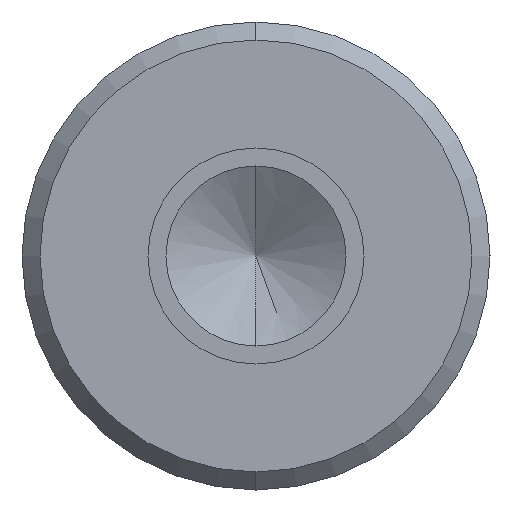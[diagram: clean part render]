
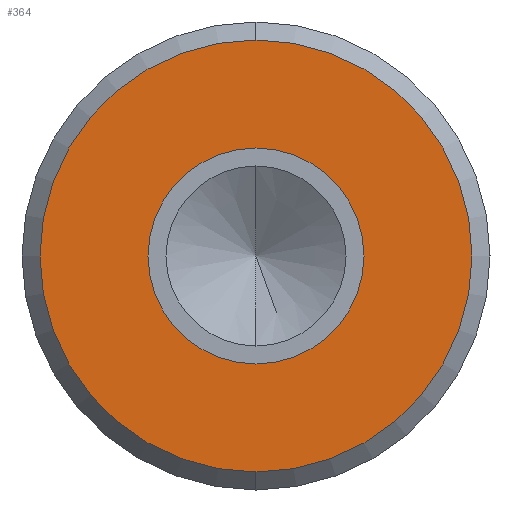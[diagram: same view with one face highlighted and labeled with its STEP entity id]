
A CAD part, left-side view. The second image highlights one B-rep face of the part: STEP entity #364.
In plain terms, the highlighted planar face has unit normal (-1, 0, 0).
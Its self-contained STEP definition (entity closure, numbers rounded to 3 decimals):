
#66 = VERTEX_POINT ( 'NONE', #802 ) ;
#68 = VERTEX_POINT ( 'NONE', #793 ) ;
#77 = VERTEX_POINT ( 'NONE', #919 ) ;
#83 = EDGE_CURVE ( 'NONE', #68, #66, #912, .T. ) ;
#155 = EDGE_CURVE ( 'NONE', #156, #77, #845, .T. ) ;
#156 = VERTEX_POINT ( 'NONE', #774 ) ;
#361 = ORIENTED_EDGE ( 'NONE', *, *, #362, .T. ) ;
#362 = EDGE_CURVE ( 'NONE', #77, #156, #486, .T. ) ;
#364 = ADVANCED_FACE ( 'NONE', ( #511, #509 ), #492, .F. ) ;
#366 = ORIENTED_EDGE ( 'NONE', *, *, #83, .F. ) ;
#367 = EDGE_LOOP ( 'NONE', ( #369, #366 ) ) ;
#369 = ORIENTED_EDGE ( 'NONE', *, *, #393, .F. ) ;
#389 = ORIENTED_EDGE ( 'NONE', *, *, #155, .T. ) ;
#393 = EDGE_CURVE ( 'NONE', #66, #68, #427, .T. ) ;
#395 = EDGE_LOOP ( 'NONE', ( #361, #389 ) ) ;
#413 = DIRECTION ( 'NONE',  ( 0., 0., 1. ) ) ;
#414 = DIRECTION ( 'NONE',  ( -1., 0., 0. ) ) ;
#415 = CARTESIAN_POINT ( 'NONE',  ( -60., 0., 0. ) ) ;
#426 = AXIS2_PLACEMENT_3D ( 'NONE', #415, #414, #413 ) ;
#427 = CIRCLE ( 'NONE', #426, 3. ) ;
#479 = DIRECTION ( 'NONE',  ( 0., 0., -1. ) ) ;
#480 = DIRECTION ( 'NONE',  ( 1., 0., 0. ) ) ;
#482 = DIRECTION ( 'NONE',  ( 0., 0., -1. ) ) ;
#483 = DIRECTION ( 'NONE',  ( -1., 0., 0. ) ) ;
#484 = CARTESIAN_POINT ( 'NONE',  ( -60., 0., 0. ) ) ;
#486 = CIRCLE ( 'NONE', #493, 6. ) ;
#487 = AXIS2_PLACEMENT_3D ( 'NONE', #558, #480, #479 ) ;
#492 = PLANE ( 'NONE',  #487 ) ;
#493 = AXIS2_PLACEMENT_3D ( 'NONE', #484, #483, #482 ) ;
#509 = FACE_BOUND ( 'NONE', #367, .T. ) ;
#511 = FACE_OUTER_BOUND ( 'NONE', #395, .T. ) ;
#558 = CARTESIAN_POINT ( 'NONE',  ( -60., 6.5, 0. ) ) ;
#771 = DIRECTION ( 'NONE',  ( 0., 0., -1. ) ) ;
#772 = DIRECTION ( 'NONE',  ( -1., 0., 0. ) ) ;
#773 = CARTESIAN_POINT ( 'NONE',  ( -60., 0., 0. ) ) ;
#774 = CARTESIAN_POINT ( 'NONE',  ( -60., 0., 6. ) ) ;
#781 = AXIS2_PLACEMENT_3D ( 'NONE', #773, #772, #771 ) ;
#793 = CARTESIAN_POINT ( 'NONE',  ( -60., 0., -3. ) ) ;
#802 = CARTESIAN_POINT ( 'NONE',  ( -60., 0., 3. ) ) ;
#812 = DIRECTION ( 'NONE',  ( 0., 0., 1. ) ) ;
#813 = DIRECTION ( 'NONE',  ( -1., 0., 0. ) ) ;
#814 = CARTESIAN_POINT ( 'NONE',  ( -60., 0., 0. ) ) ;
#845 = CIRCLE ( 'NONE', #781, 6. ) ;
#912 = CIRCLE ( 'NONE', #918, 3. ) ;
#918 = AXIS2_PLACEMENT_3D ( 'NONE', #814, #813, #812 ) ;
#919 = CARTESIAN_POINT ( 'NONE',  ( -60., 0., -6. ) ) ;
